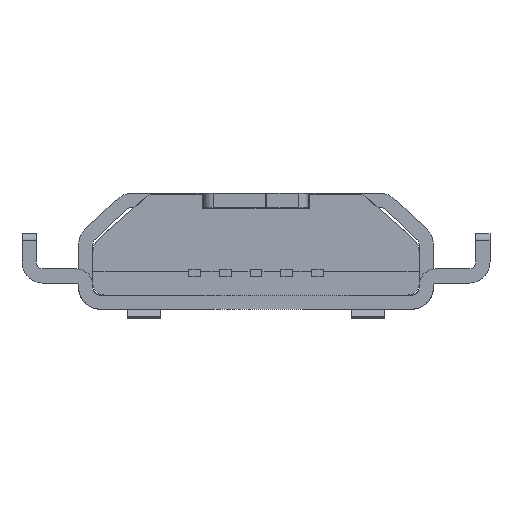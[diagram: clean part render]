
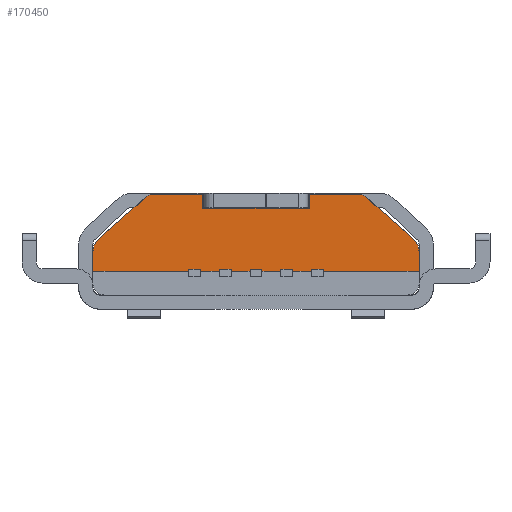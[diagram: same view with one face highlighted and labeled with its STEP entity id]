
A CAD part, front view. The second image highlights one B-rep face of the part: STEP entity #170450.
In plain terms, the highlighted face is planar.
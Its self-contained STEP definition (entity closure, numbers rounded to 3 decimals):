
#121860=CARTESIAN_POINT('',(0.525,-0.8,2.175));
#121870=VERTEX_POINT('',#121860);
#121900=CARTESIAN_POINT('',(3.45,-0.8,2.175));
#121910=DIRECTION('',(-1.,0.,0.));
#121920=VECTOR('',#121910,6.9);
#121930=LINE('',#121900,#121920);
#121940=CARTESIAN_POINT('',(0.125,-0.8,2.175));
#121950=VERTEX_POINT('',#121940);
#121960=EDGE_CURVE('',#121870,#121950,#121930,.T.);
#123820=CARTESIAN_POINT('',(-0.125,-0.85,2.175));
#123830=VERTEX_POINT('',#123820);
#123980=CARTESIAN_POINT('',(0.125,-0.85,2.175));
#123990=VERTEX_POINT('',#123980);
#124020=CARTESIAN_POINT('',(0.,-0.85,2.175));
#124030=DIRECTION('',(1.,0.,0.));
#124040=VECTOR('',#124030,1.);
#124050=LINE('',#124020,#124040);
#124060=EDGE_CURVE('',#123830,#123990,#124050,.T.);
#130910=CARTESIAN_POINT('',(-0.125,-0.8,2.175));
#130920=VERTEX_POINT('',#130910);
#130950=CARTESIAN_POINT('',(-0.525,-0.8,2.175));
#130960=VERTEX_POINT('',#130950);
#130970=EDGE_CURVE('',#130920,#130960,#121930,.T.);
#133130=CARTESIAN_POINT('',(1.175,-0.8,2.175));
#133140=VERTEX_POINT('',#133130);
#133170=CARTESIAN_POINT('',(0.775,-0.8,2.175));
#133180=VERTEX_POINT('',#133170);
#133190=EDGE_CURVE('',#133140,#133180,#121930,.T.);
#140530=CARTESIAN_POINT('',(-0.775,-0.8,2.175));
#140540=VERTEX_POINT('',#140530);
#140570=CARTESIAN_POINT('',(-1.175,-0.8,2.175));
#140580=VERTEX_POINT('',#140570);
#140590=EDGE_CURVE('',#140540,#140580,#121930,.T.);
#150480=CARTESIAN_POINT('',(3.45,-0.8,2.175));
#150490=VERTEX_POINT('',#150480);
#150520=CARTESIAN_POINT('',(1.425,-0.8,2.175));
#150530=VERTEX_POINT('',#150520);
#150540=EDGE_CURVE('',#150490,#150530,#121930,.T.);
#156460=CARTESIAN_POINT('',(-0.525,0.,2.175));
#156470=DIRECTION('',(0.,-1.,0.));
#156480=VECTOR('',#156470,1.);
#156490=LINE('',#156460,#156480);
#156500=CARTESIAN_POINT('',(-0.525,-0.85,2.175));
#156510=VERTEX_POINT('',#156500);
#156520=EDGE_CURVE('',#130960,#156510,#156490,.T.);
#160350=CARTESIAN_POINT('',(0.525,-0.85,2.175));
#160360=VERTEX_POINT('',#160350);
#160440=CARTESIAN_POINT('',(0.775,-0.85,2.175));
#160450=VERTEX_POINT('',#160440);
#160480=CARTESIAN_POINT('',(0.,-0.85,2.175));
#160490=DIRECTION('',(1.,0.,0.));
#160500=VECTOR('',#160490,1.);
#160510=LINE('',#160480,#160500);
#160520=EDGE_CURVE('',#160360,#160450,#160510,.T.);
#166750=CARTESIAN_POINT('',(-2.147,-2.43,2.175));
#166760=DIRECTION('',(1.,0.,0.));
#166770=VECTOR('',#166760,4.293);
#166780=LINE('',#166750,#166770);
#166790=CARTESIAN_POINT('',(1.13,-2.43,2.175));
#166800=VERTEX_POINT('',#166790);
#166810=CARTESIAN_POINT('',(2.147,-2.43,2.175));
#166820=VERTEX_POINT('',#166810);
#166830=EDGE_CURVE('',#166800,#166820,#166780,.T.);
#168240=CARTESIAN_POINT('',(-3.332,-1.484,2.175));
#168250=DIRECTION('',(0.75,-0.662,0.));
#168260=VECTOR('',#168250,1.316);
#168270=LINE('',#168240,#168260);
#168280=CARTESIAN_POINT('',(-3.332,-1.484,2.175));
#168290=VERTEX_POINT('',#168280);
#168300=CARTESIAN_POINT('',(-2.345,-2.355,2.175));
#168310=VERTEX_POINT('',#168300);
#168320=EDGE_CURVE('',#168290,#168310,#168270,.T.);
#168580=CARTESIAN_POINT('',(0.,-2.43,2.175));
#168590=DIRECTION('',(0.,0.,1.));
#168600=DIRECTION('',(-1.,0.,0.));
#168610=AXIS2_PLACEMENT_3D('',#168580,#168590,#168600);
#168620=PLANE('',#168610);
#168630=CARTESIAN_POINT('',(-1.425,0.,2.175));
#168640=DIRECTION('',(-0.,1.,0.));
#168650=VECTOR('',#168640,1.);
#168660=LINE('',#168630,#168650);
#168670=CARTESIAN_POINT('',(-1.425,-0.85,2.175));
#168680=VERTEX_POINT('',#168670);
#168690=CARTESIAN_POINT('',(-1.425,-0.8,2.175));
#168700=VERTEX_POINT('',#168690);
#168710=EDGE_CURVE('',#168680,#168700,#168660,.T.);
#168720=ORIENTED_EDGE('',*,*,#168710,.T.);
#168730=CARTESIAN_POINT('',(0.,-0.85,2.175));
#168740=DIRECTION('',(1.,0.,0.));
#168750=VECTOR('',#168740,1.);
#168760=LINE('',#168730,#168750);
#168770=CARTESIAN_POINT('',(-1.175,-0.85,2.175));
#168780=VERTEX_POINT('',#168770);
#168790=EDGE_CURVE('',#168680,#168780,#168760,.T.);
#168800=ORIENTED_EDGE('',*,*,#168790,.F.);
#168810=CARTESIAN_POINT('',(-1.175,0.,2.175));
#168820=DIRECTION('',(0.,-1.,0.));
#168830=VECTOR('',#168820,1.);
#168840=LINE('',#168810,#168830);
#168850=EDGE_CURVE('',#140580,#168780,#168840,.T.);
#168860=ORIENTED_EDGE('',*,*,#168850,.T.);
#168870=ORIENTED_EDGE('',*,*,#140590,.T.);
#168880=CARTESIAN_POINT('',(-0.775,0.,2.175));
#168890=DIRECTION('',(-0.,1.,0.));
#168900=VECTOR('',#168890,1.);
#168910=LINE('',#168880,#168900);
#168920=CARTESIAN_POINT('',(-0.775,-0.85,2.175));
#168930=VERTEX_POINT('',#168920);
#168940=EDGE_CURVE('',#168930,#140540,#168910,.T.);
#168950=ORIENTED_EDGE('',*,*,#168940,.T.);
#168960=CARTESIAN_POINT('',(0.,-0.85,2.175));
#168970=DIRECTION('',(1.,0.,0.));
#168980=VECTOR('',#168970,1.);
#168990=LINE('',#168960,#168980);
#169000=EDGE_CURVE('',#168930,#156510,#168990,.T.);
#169010=ORIENTED_EDGE('',*,*,#169000,.F.);
#169020=ORIENTED_EDGE('',*,*,#156520,.T.);
#169030=ORIENTED_EDGE('',*,*,#130970,.T.);
#169040=CARTESIAN_POINT('',(-0.125,0.,2.175));
#169050=DIRECTION('',(-0.,1.,0.));
#169060=VECTOR('',#169050,1.);
#169070=LINE('',#169040,#169060);
#169080=EDGE_CURVE('',#123830,#130920,#169070,.T.);
#169090=ORIENTED_EDGE('',*,*,#169080,.T.);
#169100=ORIENTED_EDGE('',*,*,#124060,.F.);
#169110=CARTESIAN_POINT('',(0.125,0.,2.175));
#169120=DIRECTION('',(0.,-1.,0.));
#169130=VECTOR('',#169120,1.);
#169140=LINE('',#169110,#169130);
#169150=EDGE_CURVE('',#121950,#123990,#169140,.T.);
#169160=ORIENTED_EDGE('',*,*,#169150,.T.);
#169170=ORIENTED_EDGE('',*,*,#121960,.T.);
#169180=CARTESIAN_POINT('',(0.525,0.,2.175));
#169190=DIRECTION('',(-0.,1.,0.));
#169200=VECTOR('',#169190,1.);
#169210=LINE('',#169180,#169200);
#169220=EDGE_CURVE('',#160360,#121870,#169210,.T.);
#169230=ORIENTED_EDGE('',*,*,#169220,.T.);
#169240=ORIENTED_EDGE('',*,*,#160520,.F.);
#169250=CARTESIAN_POINT('',(0.775,0.,2.175));
#169260=DIRECTION('',(0.,-1.,0.));
#169270=VECTOR('',#169260,1.);
#169280=LINE('',#169250,#169270);
#169290=EDGE_CURVE('',#133180,#160450,#169280,.T.);
#169300=ORIENTED_EDGE('',*,*,#169290,.T.);
#169310=ORIENTED_EDGE('',*,*,#133190,.T.);
#169320=CARTESIAN_POINT('',(1.175,0.,2.175));
#169330=DIRECTION('',(-0.,1.,0.));
#169340=VECTOR('',#169330,1.);
#169350=LINE('',#169320,#169340);
#169360=CARTESIAN_POINT('',(1.175,-0.85,2.175));
#169370=VERTEX_POINT('',#169360);
#169380=EDGE_CURVE('',#169370,#133140,#169350,.T.);
#169390=ORIENTED_EDGE('',*,*,#169380,.T.);
#169400=CARTESIAN_POINT('',(0.,-0.85,2.175));
#169410=DIRECTION('',(1.,0.,0.));
#169420=VECTOR('',#169410,1.);
#169430=LINE('',#169400,#169420);
#169440=CARTESIAN_POINT('',(1.425,-0.85,2.175));
#169450=VERTEX_POINT('',#169440);
#169460=EDGE_CURVE('',#169370,#169450,#169430,.T.);
#169470=ORIENTED_EDGE('',*,*,#169460,.F.);
#169480=CARTESIAN_POINT('',(1.425,0.,2.175));
#169490=DIRECTION('',(0.,-1.,0.));
#169500=VECTOR('',#169490,1.);
#169510=LINE('',#169480,#169500);
#169520=EDGE_CURVE('',#150530,#169450,#169510,.T.);
#169530=ORIENTED_EDGE('',*,*,#169520,.T.);
#169540=ORIENTED_EDGE('',*,*,#150540,.T.);
#169550=CARTESIAN_POINT('',(3.45,-1.222,2.175));
#169560=DIRECTION('',(0.,1.,0.));
#169570=VECTOR('',#169560,0.422);
#169580=LINE('',#169550,#169570);
#169590=CARTESIAN_POINT('',(3.45,-1.222,2.175));
#169600=VERTEX_POINT('',#169590);
#169610=EDGE_CURVE('',#169600,#150490,#169580,.T.);
#169620=ORIENTED_EDGE('',*,*,#169610,.T.);
#169630=CARTESIAN_POINT('',(3.1,-1.222,2.175));
#169640=DIRECTION('',(0.,0.,1.));
#169650=DIRECTION('',(0.662,-0.75,0.));
#169660=AXIS2_PLACEMENT_3D('',#169630,#169640,#169650);
#169670=CIRCLE('',#169660,0.35);
#169680=CARTESIAN_POINT('',(3.332,-1.484,2.175));
#169690=VERTEX_POINT('',#169680);
#169700=EDGE_CURVE('',#169690,#169600,#169670,.T.);
#169710=ORIENTED_EDGE('',*,*,#169700,.T.);
#169720=CARTESIAN_POINT('',(2.345,-2.355,2.175));
#169730=DIRECTION('',(0.75,0.662,-0.));
#169740=VECTOR('',#169730,1.316);
#169750=LINE('',#169720,#169740);
#169760=CARTESIAN_POINT('',(2.345,-2.355,2.175));
#169770=VERTEX_POINT('',#169760);
#169780=EDGE_CURVE('',#169770,#169690,#169750,.T.);
#169790=ORIENTED_EDGE('',*,*,#169780,.T.);
#169800=CARTESIAN_POINT('',(2.147,-2.13,2.175));
#169810=DIRECTION('',(0.,0.,1.));
#169820=DIRECTION('',(0.,-1.,0.));
#169830=AXIS2_PLACEMENT_3D('',#169800,#169810,#169820);
#169840=CIRCLE('',#169830,0.3);
#169850=EDGE_CURVE('',#166820,#169770,#169840,.T.);
#169860=ORIENTED_EDGE('',*,*,#169850,.T.);
#169870=ORIENTED_EDGE('',*,*,#166830,.T.);
#169880=CARTESIAN_POINT('',(1.13,-1.215,2.175));
#169890=DIRECTION('',(0.,1.,0.));
#169900=VECTOR('',#169890,1.);
#169910=LINE('',#169880,#169900);
#169920=CARTESIAN_POINT('',(1.13,-2.13,2.175));
#169930=VERTEX_POINT('',#169920);
#169940=EDGE_CURVE('',#166800,#169930,#169910,.T.);
#169950=ORIENTED_EDGE('',*,*,#169940,.F.);
#169960=CARTESIAN_POINT('',(0.,-2.13,2.175));
#169970=DIRECTION('',(1.,0.,0.));
#169980=VECTOR('',#169970,1.);
#169990=LINE('',#169960,#169980);
#170000=CARTESIAN_POINT('',(-1.13,-2.13,2.175));
#170010=VERTEX_POINT('',#170000);
#170020=EDGE_CURVE('',#170010,#169930,#169990,.T.);
#170030=ORIENTED_EDGE('',*,*,#170020,.T.);
#170040=CARTESIAN_POINT('',(-1.13,-1.215,2.175));
#170050=DIRECTION('',(0.,-1.,0.));
#170060=VECTOR('',#170050,1.);
#170070=LINE('',#170040,#170060);
#170080=CARTESIAN_POINT('',(-1.13,-2.43,2.175));
#170090=VERTEX_POINT('',#170080);
#170100=EDGE_CURVE('',#170010,#170090,#170070,.T.);
#170110=ORIENTED_EDGE('',*,*,#170100,.F.);
#170120=CARTESIAN_POINT('',(-2.147,-2.43,2.175));
#170130=VERTEX_POINT('',#170120);
#170140=EDGE_CURVE('',#170130,#170090,#166780,.T.);
#170150=ORIENTED_EDGE('',*,*,#170140,.T.);
#170160=CARTESIAN_POINT('',(-2.147,-2.13,2.175));
#170170=DIRECTION('',(0.,0.,1.));
#170180=DIRECTION('',(-0.662,-0.75,0.));
#170190=AXIS2_PLACEMENT_3D('',#170160,#170170,#170180);
#170200=CIRCLE('',#170190,0.3);
#170210=EDGE_CURVE('',#168310,#170130,#170200,.T.);
#170220=ORIENTED_EDGE('',*,*,#170210,.T.);
#170230=ORIENTED_EDGE('',*,*,#168320,.T.);
#170240=CARTESIAN_POINT('',(-3.1,-1.222,2.175));
#170250=DIRECTION('',(0.,0.,1.));
#170260=DIRECTION('',(-1.,0.,0.));
#170270=AXIS2_PLACEMENT_3D('',#170240,#170250,#170260);
#170280=CIRCLE('',#170270,0.35);
#170290=CARTESIAN_POINT('',(-3.45,-1.222,2.175));
#170300=VERTEX_POINT('',#170290);
#170310=EDGE_CURVE('',#170300,#168290,#170280,.T.);
#170320=ORIENTED_EDGE('',*,*,#170310,.T.);
#170330=CARTESIAN_POINT('',(-3.45,-0.8,2.175));
#170340=DIRECTION('',(0.,-1.,0.));
#170350=VECTOR('',#170340,0.422);
#170360=LINE('',#170330,#170350);
#170370=CARTESIAN_POINT('',(-3.45,-0.8,2.175));
#170380=VERTEX_POINT('',#170370);
#170390=EDGE_CURVE('',#170380,#170300,#170360,.T.);
#170400=ORIENTED_EDGE('',*,*,#170390,.T.);
#170410=EDGE_CURVE('',#168700,#170380,#121930,.T.);
#170420=ORIENTED_EDGE('',*,*,#170410,.T.);
#170430=EDGE_LOOP('',(#170420,#170400,#170320,#170230,#170220,#170150,
#170110,#170030,#169950,#169870,#169860,#169790,#169710,#169620,#169540,
#169530,#169470,#169390,#169310,#169300,#169240,#169230,#169170,#169160,
#169100,#169090,#169030,#169020,#169010,#168950,#168870,#168860,#168800,
#168720));
#170440=FACE_OUTER_BOUND('',#170430,.T.);
#170450=ADVANCED_FACE('',(#170440),#168620,.T.);
